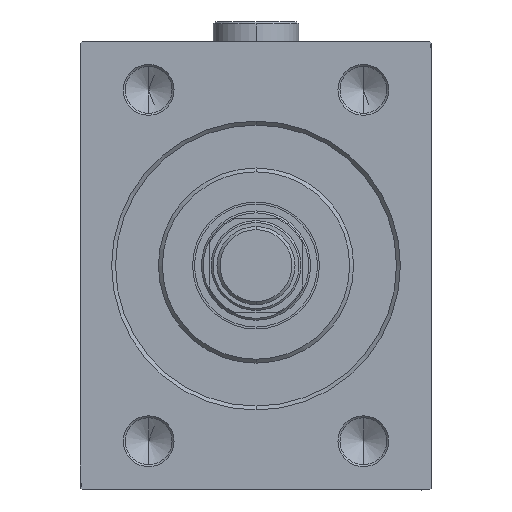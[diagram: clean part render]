
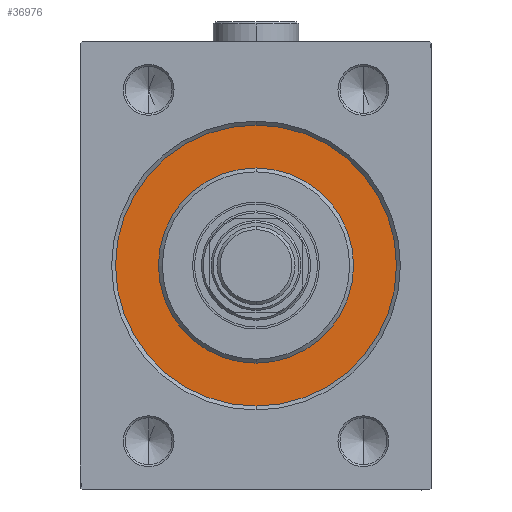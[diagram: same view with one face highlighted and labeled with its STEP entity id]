
A CAD part, left-side view. The second image highlights one B-rep face of the part: STEP entity #36976.
In plain terms, the highlighted face is planar.
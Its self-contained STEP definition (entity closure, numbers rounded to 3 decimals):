
#1379 = DIRECTION ( 'NONE',  ( -1., 0., 0. ) ) ;
#1997 = DIRECTION ( 'NONE',  ( -1., 0., 0. ) ) ;
#2183 = DIRECTION ( 'NONE',  ( 0., 0., 1. ) ) ;
#4521 = VERTEX_POINT ( 'NONE', #6809 ) ;
#5098 = CIRCLE ( 'NONE', #16272, 36. ) ;
#5175 = CIRCLE ( 'NONE', #20110, 36. ) ;
#5874 = ORIENTED_EDGE ( 'NONE', *, *, #33008, .F. ) ;
#6809 = CARTESIAN_POINT ( 'NONE',  ( 0., 0., -36. ) ) ;
#7638 = AXIS2_PLACEMENT_3D ( 'NONE', #23523, #16739, #30975 ) ;
#8951 = EDGE_LOOP ( 'NONE', ( #37712, #36226 ) ) ;
#15996 = EDGE_CURVE ( 'NONE', #16171, #4521, #5098, .T. ) ;
#16171 = VERTEX_POINT ( 'NONE', #39063 ) ;
#16247 = PLANE ( 'NONE',  #29259 ) ;
#16272 = AXIS2_PLACEMENT_3D ( 'NONE', #27619, #16432, #2183 ) ;
#16432 = DIRECTION ( 'NONE',  ( -1., 0., 0. ) ) ;
#16739 = DIRECTION ( 'NONE',  ( 1., 0., 0. ) ) ;
#18177 = CARTESIAN_POINT ( 'NONE',  ( 0., 0., 25. ) ) ;
#18977 = VERTEX_POINT ( 'NONE', #18177 ) ;
#19215 = EDGE_LOOP ( 'NONE', ( #31280, #5874 ) ) ;
#19932 = DIRECTION ( 'NONE',  ( 0., 0., -1. ) ) ;
#20110 = AXIS2_PLACEMENT_3D ( 'NONE', #26820, #1379, #44328 ) ;
#21801 = CIRCLE ( 'NONE', #7638, 25. ) ;
#23523 = CARTESIAN_POINT ( 'NONE',  ( 0., 0., 0. ) ) ;
#25842 = EDGE_CURVE ( 'NONE', #4521, #16171, #5175, .T. ) ;
#26820 = CARTESIAN_POINT ( 'NONE',  ( 0., 0., 0. ) ) ;
#27619 = CARTESIAN_POINT ( 'NONE',  ( 0., 0., 0. ) ) ;
#28671 = VERTEX_POINT ( 'NONE', #33085 ) ;
#29259 = AXIS2_PLACEMENT_3D ( 'NONE', #41912, #1997, #44720 ) ;
#30703 = FACE_BOUND ( 'NONE', #19215, .T. ) ;
#30975 = DIRECTION ( 'NONE',  ( 0., 0., -1. ) ) ;
#31280 = ORIENTED_EDGE ( 'NONE', *, *, #36749, .F. ) ;
#33008 = EDGE_CURVE ( 'NONE', #28671, #18977, #40483, .T. ) ;
#33085 = CARTESIAN_POINT ( 'NONE',  ( 0., 0., -25. ) ) ;
#34397 = CARTESIAN_POINT ( 'NONE',  ( 0., 0., 0. ) ) ;
#36226 = ORIENTED_EDGE ( 'NONE', *, *, #15996, .F. ) ;
#36749 = EDGE_CURVE ( 'NONE', #18977, #28671, #21801, .T. ) ;
#36976 = ADVANCED_FACE ( 'NONE', ( #30703, #45169 ), #16247, .F. ) ;
#37712 = ORIENTED_EDGE ( 'NONE', *, *, #25842, .F. ) ;
#38135 = DIRECTION ( 'NONE',  ( 1., 0., 0. ) ) ;
#39063 = CARTESIAN_POINT ( 'NONE',  ( 0., 0., 36. ) ) ;
#40483 = CIRCLE ( 'NONE', #43430, 25. ) ;
#41912 = CARTESIAN_POINT ( 'NONE',  ( 0., 0., 0. ) ) ;
#43430 = AXIS2_PLACEMENT_3D ( 'NONE', #34397, #38135, #19932 ) ;
#44328 = DIRECTION ( 'NONE',  ( 0., 0., 1. ) ) ;
#44720 = DIRECTION ( 'NONE',  ( 0., 0., 1. ) ) ;
#45169 = FACE_OUTER_BOUND ( 'NONE', #8951, .T. ) ;
